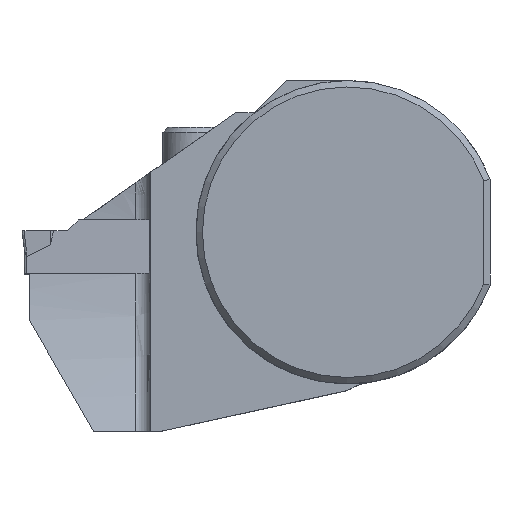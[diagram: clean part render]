
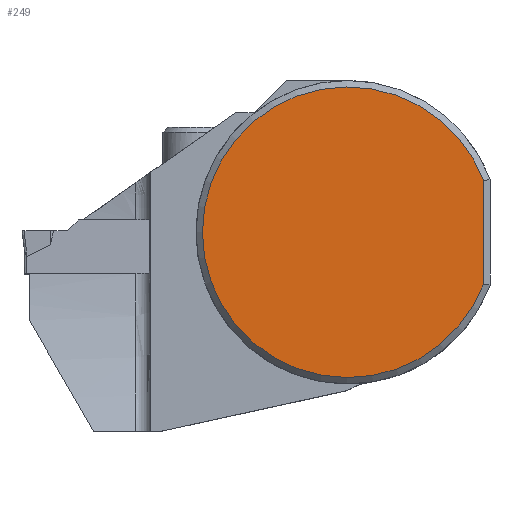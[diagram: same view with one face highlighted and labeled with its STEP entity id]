
A CAD part, top view. The second image highlights one B-rep face of the part: STEP entity #249.
In plain terms, the highlighted planar face has unit normal (0, 0, 1).
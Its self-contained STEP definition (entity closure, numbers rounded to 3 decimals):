
#179=CIRCLE('',#1818,15.325);
#249=ADVANCED_FACE('',(#381),#321,.F.);
#321=PLANE('',#1821);
#381=FACE_OUTER_BOUND('',#469,.T.);
#469=EDGE_LOOP('',(#804,#805));
#804=ORIENTED_EDGE('',*,*,#1294,.T.);
#805=ORIENTED_EDGE('',*,*,#1297,.T.);
#1096=VERTEX_POINT('',#2943);
#1097=VERTEX_POINT('',#2945);
#1294=EDGE_CURVE('',#1097,#1096,#1459,.T.);
#1297=EDGE_CURVE('',#1096,#1097,#179,.T.);
#1459=LINE('',#2944,#1586);
#1586=VECTOR('',#2156,1.);
#1818=AXIS2_PLACEMENT_3D('',#2954,#2164,#2165);
#1821=AXIS2_PLACEMENT_3D('',#2957,#2170,#2171);
#2156=DIRECTION('',(0.,1.,0.));
#2164=DIRECTION('',(0.,0.,1.));
#2165=DIRECTION('',(-1.,0.,0.));
#2170=DIRECTION('',(0.,0.,-1.));
#2171=DIRECTION('',(-1.,0.,0.));
#2943=CARTESIAN_POINT('',(14.325,5.445,0.));
#2944=CARTESIAN_POINT('',(14.325,16.,0.));
#2945=CARTESIAN_POINT('',(14.325,-5.445,0.));
#2954=CARTESIAN_POINT('',(0.,0.,0.));
#2957=CARTESIAN_POINT('',(0.,0.,0.));
